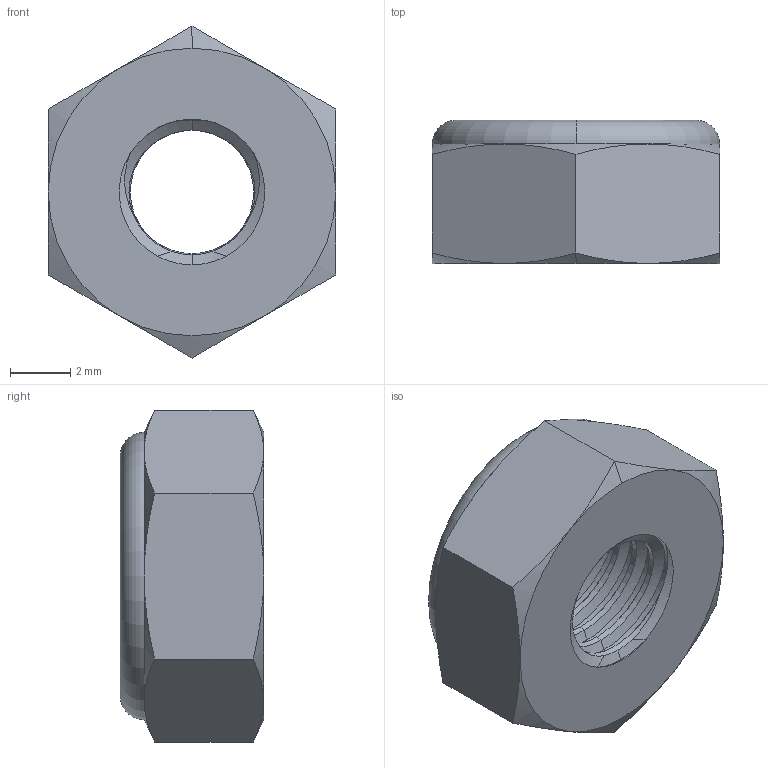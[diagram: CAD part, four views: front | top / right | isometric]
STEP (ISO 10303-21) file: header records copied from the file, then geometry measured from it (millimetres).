
FILE_DESCRIPTION (( 'STEP AP214' ), '1' );
FILE_NAME ('10-32 Jam Nut.step', '2018-12-20T18:46:54', ( '' ), ( '' ), 'SwSTEP 2.0', 'SolidWorks 2018', '' );
FILE_SCHEMA (( 'AUTOMOTIVE_DESIGN' ));
Length unit declared in the file: inch
Products named in the file (1): 10-32 Jam Nut
Bounding box: 9.53 x 4.75 x 11 mm (x, y, z)
Volume: 277.8 mm3; surface area: 549.7 mm2
Topology: 2 solids, 2 shells, 85 faces, 185 edges, 106 vertices
Faces by surface type: cone 39, cylinder 28, plane 12, torus 6
Entity records: 2938 total; most frequent: CARTESIAN_POINT 1112, ORIENTED_EDGE 370, DIRECTION 367, EDGE_CURVE 185, AXIS2_PLACEMENT_3D 159, VERTEX_POINT 106, EDGE_LOOP 91, FACE_OUTER_BOUND 85
